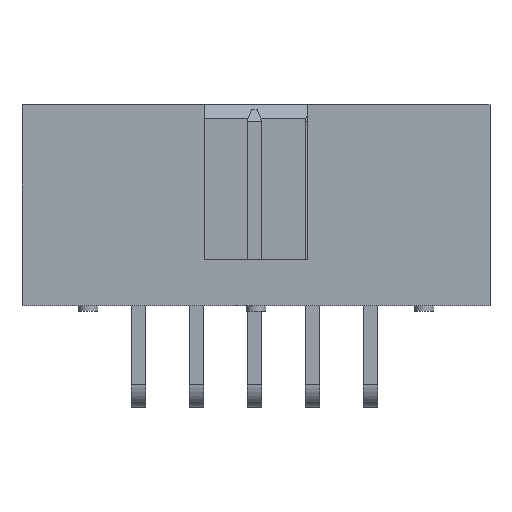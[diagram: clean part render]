
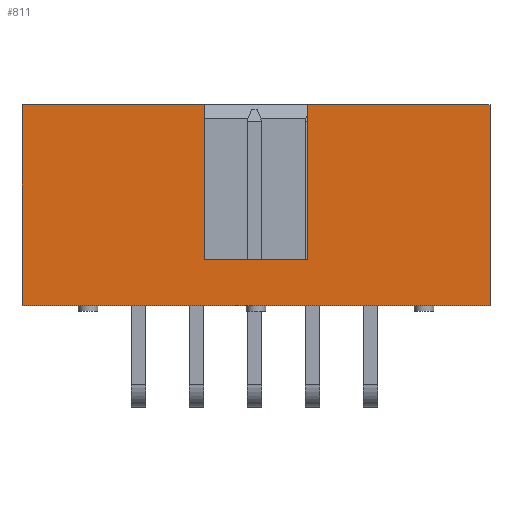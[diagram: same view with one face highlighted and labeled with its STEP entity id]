
A CAD part, front view. The second image highlights one B-rep face of the part: STEP entity #811.
In plain terms, the highlighted planar face has unit normal (0, -1, 0).
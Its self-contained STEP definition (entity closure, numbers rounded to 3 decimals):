
#811=ADVANCED_FACE('',(#1683),#1684,.F.);
#1683=FACE_OUTER_BOUND('',#2709,.T.);
#1684=PLANE('',#2710);
#2709=EDGE_LOOP('',(#4714,#4715,#4716,#4717,#4718,#4719,#4720,#4721));
#2710=AXIS2_PLACEMENT_3D('',#4722,#4723,#4724);
#4714=ORIENTED_EDGE('',*,*,#6443,.F.);
#4715=ORIENTED_EDGE('',*,*,#6444,.T.);
#4716=ORIENTED_EDGE('',*,*,#6445,.T.);
#4717=ORIENTED_EDGE('',*,*,#6446,.F.);
#4718=ORIENTED_EDGE('',*,*,#6447,.F.);
#4719=ORIENTED_EDGE('',*,*,#6448,.F.);
#4720=ORIENTED_EDGE('',*,*,#6449,.F.);
#4721=ORIENTED_EDGE('',*,*,#6450,.F.);
#4722=CARTESIAN_POINT('',(0.0,-4.4,0.0));
#4723=DIRECTION('',(0.0,1.0,0.0));
#4724=DIRECTION('',(1.0,0.0,-0.0));
#6443=EDGE_CURVE('',#7775,#7776,#7777,.T.);
#6444=EDGE_CURVE('',#7775,#7778,#7779,.T.);
#6445=EDGE_CURVE('',#7778,#7780,#7781,.T.);
#6446=EDGE_CURVE('',#7782,#7780,#7783,.T.);
#6447=EDGE_CURVE('',#7784,#7782,#7785,.T.);
#6448=EDGE_CURVE('',#7786,#7784,#7787,.T.);
#6449=EDGE_CURVE('',#7788,#7786,#7789,.T.);
#6450=EDGE_CURVE('',#7776,#7788,#7790,.T.);
#7775=VERTEX_POINT('',#9661);
#7776=VERTEX_POINT('',#9662);
#7777=LINE('',#9663,#9664);
#7778=VERTEX_POINT('',#9665);
#7779=LINE('',#9666,#9667);
#7780=VERTEX_POINT('',#9668);
#7781=LINE('',#9669,#9670);
#7782=VERTEX_POINT('',#9671);
#7783=LINE('',#9672,#9673);
#7784=VERTEX_POINT('',#9674);
#7785=LINE('',#9675,#9676);
#7786=VERTEX_POINT('',#9677);
#7787=LINE('',#9678,#9679);
#7788=VERTEX_POINT('',#9680);
#7789=LINE('',#9681,#9682);
#7790=LINE('',#9683,#9684);
#9661=CARTESIAN_POINT('',(2.25,-4.4,-2.4));
#9662=CARTESIAN_POINT('',(2.25,-4.4,4.4));
#9663=CARTESIAN_POINT('',(2.25,-4.4,-2.4));
#9664=VECTOR('',#11044,1000.0);
#9665=CARTESIAN_POINT('',(-2.25,-4.4,-2.4));
#9666=CARTESIAN_POINT('',(2.25,-4.4,-2.4));
#9667=VECTOR('',#11045,1000.0);
#9668=CARTESIAN_POINT('',(-2.25,-4.4,4.4));
#9669=CARTESIAN_POINT('',(-2.25,-4.4,-2.4));
#9670=VECTOR('',#11046,1000.0);
#9671=CARTESIAN_POINT('',(-10.25,-4.4,4.4));
#9672=CARTESIAN_POINT('',(-10.25,-4.4,4.4));
#9673=VECTOR('',#11047,1000.0);
#9674=CARTESIAN_POINT('',(-10.25,-4.4,-4.4));
#9675=CARTESIAN_POINT('',(-10.25,-4.4,-4.4));
#9676=VECTOR('',#11048,1000.0);
#9677=CARTESIAN_POINT('',(10.25,-4.4,-4.4));
#9678=CARTESIAN_POINT('',(10.25,-4.4,-4.4));
#9679=VECTOR('',#11049,1000.0);
#9680=CARTESIAN_POINT('',(10.25,-4.4,4.4));
#9681=CARTESIAN_POINT('',(10.25,-4.4,4.4));
#9682=VECTOR('',#11050,1000.0);
#9683=CARTESIAN_POINT('',(-10.25,-4.4,4.4));
#9684=VECTOR('',#11051,1000.0);
#11044=DIRECTION('',(0.0,0.0,1.0));
#11045=DIRECTION('',(-1.0,0.0,0.0));
#11046=DIRECTION('',(0.0,0.0,1.0));
#11047=DIRECTION('',(1.0,0.0,0.0));
#11048=DIRECTION('',(0.0,0.0,1.0));
#11049=DIRECTION('',(-1.0,0.0,0.0));
#11050=DIRECTION('',(0.0,0.0,-1.0));
#11051=DIRECTION('',(1.0,0.0,0.0));
